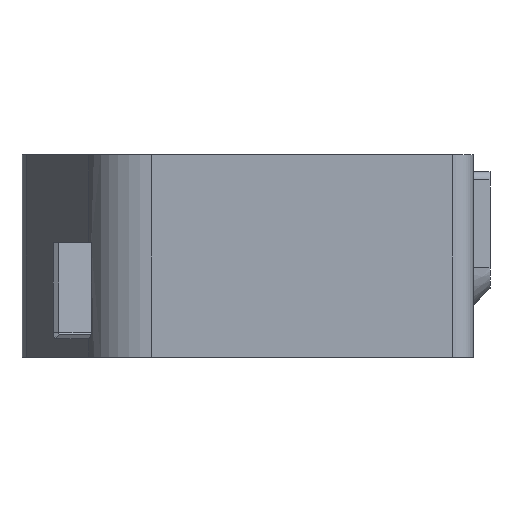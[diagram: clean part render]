
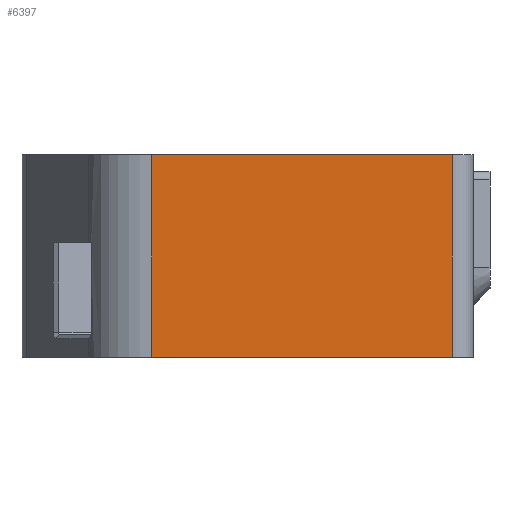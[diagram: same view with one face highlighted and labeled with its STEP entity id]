
A CAD part, front view. The second image highlights one B-rep face of the part: STEP entity #6397.
In plain terms, the highlighted planar face has unit normal (0, -1, 0).
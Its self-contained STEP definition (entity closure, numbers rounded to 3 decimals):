
#602=PLANE('',#6933);
#982=FACE_OUTER_BOUND('',#1354,.T.);
#1354=EDGE_LOOP('',(#5798,#5799,#5800,#5801));
#1464=LINE('',#8957,#2077);
#1578=LINE('',#9306,#2191);
#1974=LINE('',#10872,#2587);
#1975=LINE('',#10874,#2588);
#2077=VECTOR('',#7182,10.);
#2191=VECTOR('',#7520,10.);
#2587=VECTOR('',#8504,10.);
#2588=VECTOR('',#8507,10.);
#2962=VERTEX_POINT('',#8954);
#2963=VERTEX_POINT('',#8956);
#3085=VERTEX_POINT('',#9303);
#3086=VERTEX_POINT('',#9305);
#3538=EDGE_CURVE('',#2962,#2963,#1464,.T.);
#3713=EDGE_CURVE('',#3086,#3085,#1578,.T.);
#4270=EDGE_CURVE('',#3086,#2962,#1974,.T.);
#4271=EDGE_CURVE('',#3085,#2963,#1975,.T.);
#5798=ORIENTED_EDGE('',*,*,#4270,.F.);
#5799=ORIENTED_EDGE('',*,*,#3713,.T.);
#5800=ORIENTED_EDGE('',*,*,#4271,.T.);
#5801=ORIENTED_EDGE('',*,*,#3538,.F.);
#6397=ADVANCED_FACE('',(#982),#602,.T.);
#6933=AXIS2_PLACEMENT_3D('',#10873,#8505,#8506);
#7182=DIRECTION('',(-1.,0.,0.));
#7520=DIRECTION('',(-1.,0.,0.));
#8504=DIRECTION('',(0.,0.,-1.));
#8505=DIRECTION('center_axis',(0.,-1.,0.));
#8506=DIRECTION('ref_axis',(1.,0.,0.));
#8507=DIRECTION('',(0.,0.,-1.));
#8954=CARTESIAN_POINT('',(103.,0.,0.));
#8956=CARTESIAN_POINT('',(31.,0.,0.));
#8957=CARTESIAN_POINT('',(103.,0.,0.));
#9303=CARTESIAN_POINT('',(31.,0.,48.4));
#9305=CARTESIAN_POINT('',(103.,0.,48.4));
#9306=CARTESIAN_POINT('',(42.5,0.,48.4));
#10872=CARTESIAN_POINT('',(103.,0.,0.4));
#10873=CARTESIAN_POINT('Origin',(31.,0.,0.4));
#10874=CARTESIAN_POINT('',(31.,0.,0.4));
